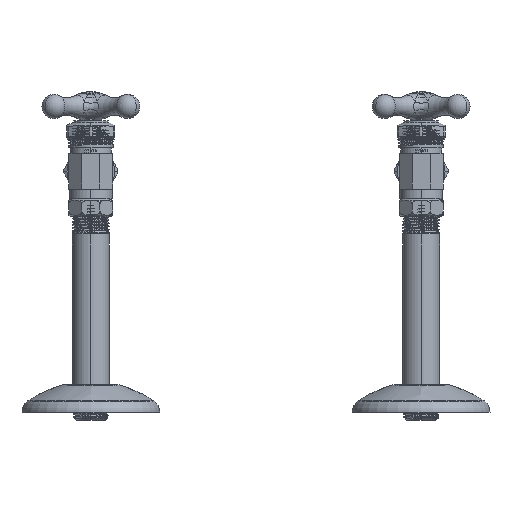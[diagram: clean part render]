
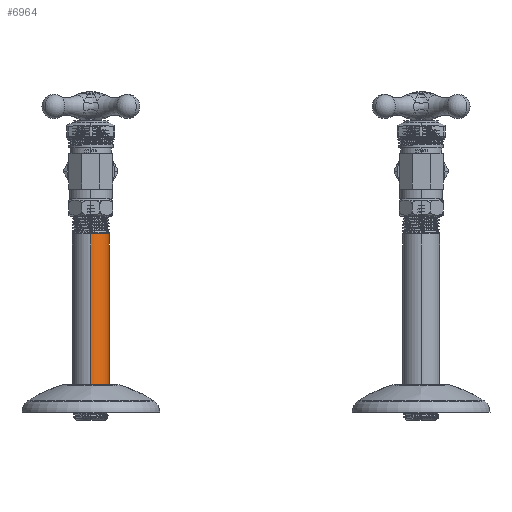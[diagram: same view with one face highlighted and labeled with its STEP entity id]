
A CAD part, front view. The second image highlights one B-rep face of the part: STEP entity #6964.
In plain terms, the highlighted cylindrical face has radius 8.572 mm (diameter 17.145 mm), a partial arc.
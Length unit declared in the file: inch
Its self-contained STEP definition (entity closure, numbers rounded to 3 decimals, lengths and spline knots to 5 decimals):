
#1059=CARTESIAN_POINT('',(0.,0.,-0.88949));
#1060=DIRECTION('',(0.,0.,-1.));
#1061=DIRECTION('',(0.,1.,0.));
#1062=AXIS2_PLACEMENT_3D('',#1059,#1060,#1061);
#1073=DIRECTION('',(0.,0.,1.));
#1074=VECTOR('',#1073,2.77102);
#1075=CARTESIAN_POINT('',(0.,0.3375,-3.66051));
#1076=LINE('',#1075,#1074);
#1077=DIRECTION('',(0.,0.,-1.));
#1078=VECTOR('',#1077,2.77102);
#1079=CARTESIAN_POINT('',(0.,-0.3375,-0.88949));
#1080=LINE('',#1079,#1078);
#2289=CARTESIAN_POINT('',(0.,0.,-3.66051));
#2290=DIRECTION('',(0.,0.,1.));
#2291=DIRECTION('',(0.,-1.,0.));
#2292=AXIS2_PLACEMENT_3D('',#2289,#2290,#2291);
#3240=CARTESIAN_POINT('',(0.,0.3375,-3.66051));
#3241=VERTEX_POINT('',#3240);
#3242=CARTESIAN_POINT('',(0.,-0.3375,-3.66051));
#3243=VERTEX_POINT('',#3242);
#3314=CARTESIAN_POINT('',(0.,-0.3375,-0.88949));
#3316=VERTEX_POINT('',#3314);
#3318=CARTESIAN_POINT('',(0.,0.3375,-0.88949));
#3319=VERTEX_POINT('',#3318);
#6953=CARTESIAN_POINT('',(0.,0.,-3.71593));
#6954=DIRECTION('',(0.,0.,1.));
#6955=DIRECTION('',(0.,1.,0.));
#6956=AXIS2_PLACEMENT_3D('',#6953,#6954,#6955);
#6957=CYLINDRICAL_SURFACE('',#6956,0.3375);
#6958=ORIENTED_EDGE('',*,*,#5129,.F.);
#6959=ORIENTED_EDGE('',*,*,#5099,.F.);
#6960=ORIENTED_EDGE('',*,*,#5126,.F.);
#6961=ORIENTED_EDGE('',*,*,#6947,.F.);
#6962=EDGE_LOOP('',(#6958,#6959,#6960,#6961));
#6963=FACE_OUTER_BOUND('',#6962,.F.);
#6964=ADVANCED_FACE('',(#6963),#6957,.T.);
#1063=CIRCLE('',#1062,0.3375);
#2293=CIRCLE('',#2292,0.3375);
#5099=EDGE_CURVE('',#3319,#3316,#1063,.T.);
#5126=EDGE_CURVE('',#3241,#3319,#1076,.T.);
#5129=EDGE_CURVE('',#3316,#3243,#1080,.T.);
#6947=EDGE_CURVE('',#3243,#3241,#2293,.T.);
